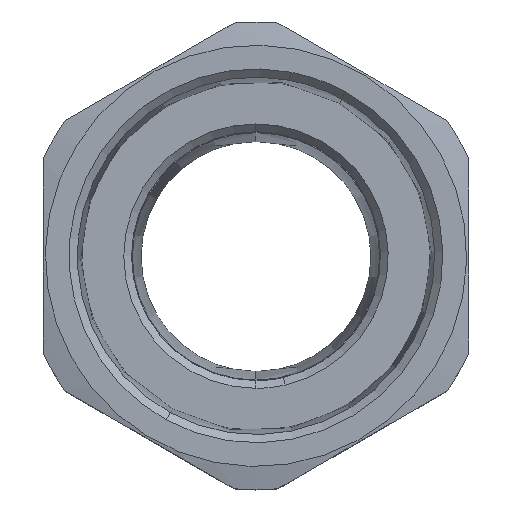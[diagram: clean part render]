
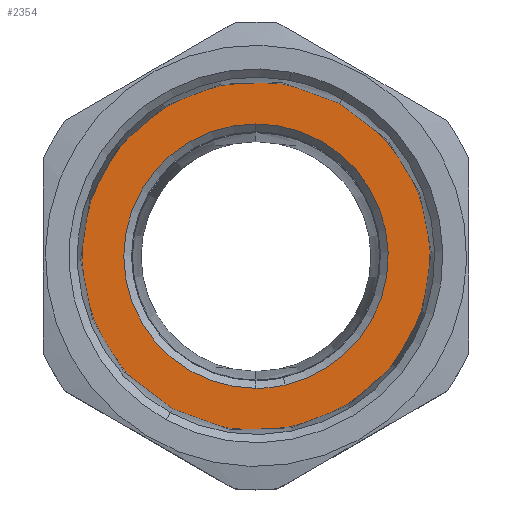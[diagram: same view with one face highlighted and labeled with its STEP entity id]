
A CAD part, top view. The second image highlights one B-rep face of the part: STEP entity #2354.
In plain terms, the highlighted planar face has unit normal (0, 0, 1).
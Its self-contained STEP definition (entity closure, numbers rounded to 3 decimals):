
#2212=AXIS2_PLACEMENT_3D('Circle Axis2P3D',#2210,#2211,$) ;
#2237=AXIS2_PLACEMENT_3D('Circle Axis2P3D',#2235,#2236,$) ;
#2322=AXIS2_PLACEMENT_3D('Plane Axis2P3D',#2319,#2320,#2321) ;
#2330=AXIS2_PLACEMENT_3D('Circle Axis2P3D',#2328,#2329,$) ;
#2339=AXIS2_PLACEMENT_3D('Circle Axis2P3D',#2337,#2338,$) ;
#2346=AXIS2_PLACEMENT_3D('Circle Axis2P3D',#2344,#2345,$) ;
#2207=CARTESIAN_POINT('Vertex',(16.699,10.479,62.25)) ;
#2210=CARTESIAN_POINT('Axis2P3D Location',(27.5,30.25,62.25)) ;
#2214=CARTESIAN_POINT('Vertex',(38.301,50.021,62.25)) ;
#2235=CARTESIAN_POINT('Axis2P3D Location',(27.5,30.25,62.25)) ;
#2319=CARTESIAN_POINT('Axis2P3D Location',(27.5,30.25,62.25)) ;
#2328=CARTESIAN_POINT('Axis2P3D Location',(27.5,30.25,62.25)) ;
#2332=CARTESIAN_POINT('Vertex',(27.5,47.35,62.25)) ;
#2334=CARTESIAN_POINT('Vertex',(31.266,13.57,62.25)) ;
#2337=CARTESIAN_POINT('Axis2P3D Location',(27.5,30.25,62.25)) ;
#2341=CARTESIAN_POINT('Vertex',(27.5,13.15,62.25)) ;
#2344=CARTESIAN_POINT('Axis2P3D Location',(27.5,30.25,62.25)) ;
#2211=DIRECTION('Axis2P3D Direction',(0.,0.,1.)) ;
#2236=DIRECTION('Axis2P3D Direction',(0.,0.,1.)) ;
#2320=DIRECTION('Axis2P3D Direction',(0.,0.,-1.)) ;
#2321=DIRECTION('Axis2P3D XDirection',(0.,1.,0.)) ;
#2329=DIRECTION('Axis2P3D Direction',(0.,0.,-1.)) ;
#2338=DIRECTION('Axis2P3D Direction',(0.,0.,-1.)) ;
#2345=DIRECTION('Axis2P3D Direction',(0.,0.,-1.)) ;
#2325=ORIENTED_EDGE('',*,*,#2216,.F.) ;
#2326=ORIENTED_EDGE('',*,*,#2239,.F.) ;
#2350=ORIENTED_EDGE('',*,*,#2336,.T.) ;
#2351=ORIENTED_EDGE('',*,*,#2343,.T.) ;
#2352=ORIENTED_EDGE('',*,*,#2348,.T.) ;
#2353=FACE_BOUND('',#2349,.T.) ;
#2354=ADVANCED_FACE('Body',(#2327,#2353),#2323,.F.) ;
#2213=CIRCLE('generated circle',#2212,22.528) ;
#2238=CIRCLE('generated circle',#2237,22.528) ;
#2331=CIRCLE('generated circle',#2330,17.1) ;
#2340=CIRCLE('generated circle',#2339,17.1) ;
#2347=CIRCLE('generated circle',#2346,17.1) ;
#2216=EDGE_CURVE('',#2208,#2215,#2213,.F.) ;
#2239=EDGE_CURVE('',#2215,#2208,#2238,.F.) ;
#2336=EDGE_CURVE('',#2333,#2335,#2331,.T.) ;
#2343=EDGE_CURVE('',#2335,#2342,#2340,.T.) ;
#2348=EDGE_CURVE('',#2342,#2333,#2347,.T.) ;
#2324=EDGE_LOOP('',(#2325,#2326)) ;
#2349=EDGE_LOOP('',(#2350,#2351,#2352)) ;
#2327=FACE_OUTER_BOUND('',#2324,.T.) ;
#2323=PLANE('',#2322) ;
#2208=VERTEX_POINT('',#2207) ;
#2215=VERTEX_POINT('',#2214) ;
#2333=VERTEX_POINT('',#2332) ;
#2335=VERTEX_POINT('',#2334) ;
#2342=VERTEX_POINT('',#2341) ;
